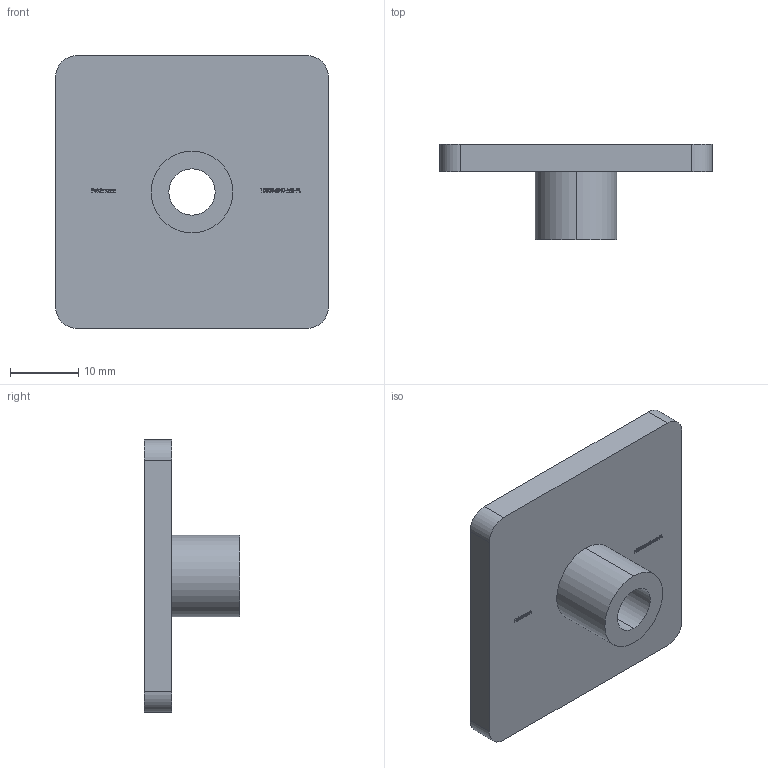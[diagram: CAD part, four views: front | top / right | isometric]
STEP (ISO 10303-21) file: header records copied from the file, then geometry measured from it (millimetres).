
FILE_DESCRIPTION (( 'STEP AP203' ), '1' );
FILE_NAME ('100034040-M8-PL.step', '2018-12-19T15:26:01', ( '' ), ( '' ), 'SwSTEP 2.0', 'SolidWorks 2015', '' );
FILE_SCHEMA (( 'CONFIG_CONTROL_DESIGN' ));
Length unit declared in the file: millimetre
Products named in the file (1): 100034040-M8-PL
Bounding box: 40 x 14 x 40 mm (x, y, z)
Volume: 6979.8 mm3; surface area: 4401.4 mm2
Topology: 1 solids, 1 shells, 307 faces, 802 edges, 534 vertices
Faces by surface type: plane 167, bspline 130, cylinder 8, cone 2
Entity records: 17195 total; most frequent: CARTESIAN_POINT 10430, ORIENTED_EDGE 1604, DIRECTION 916, EDGE_CURVE 802, VERTEX_POINT 534, VECTOR 524, LINE 524, EDGE_LOOP 346
